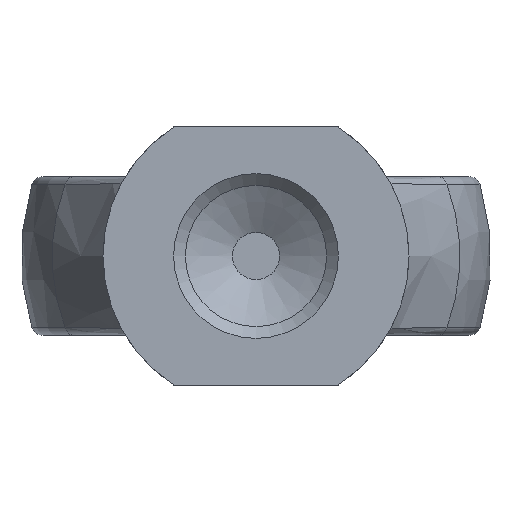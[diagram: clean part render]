
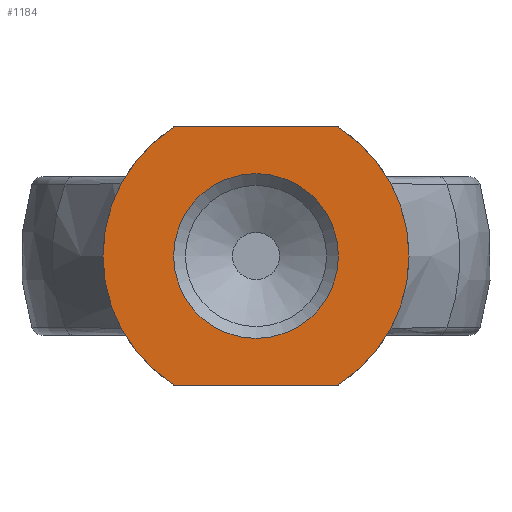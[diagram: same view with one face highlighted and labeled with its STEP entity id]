
A CAD part, front view. The second image highlights one B-rep face of the part: STEP entity #1184.
In plain terms, the highlighted planar face has unit normal (0, -1, 0).
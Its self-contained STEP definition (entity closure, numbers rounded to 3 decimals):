
#61 = EDGE_CURVE ( 'NONE', #91, #91, #732, .T. ) ;
#83 = CARTESIAN_POINT ( 'NONE',  ( 3.406, -30., 5.5 ) ) ;
#91 = VERTEX_POINT ( 'NONE', #1642 ) ;
#94 = EDGE_CURVE ( 'NONE', #2529, #1516, #255, .T. ) ;
#104 = DIRECTION ( 'NONE',  ( 0., 0., -1. ) ) ;
#135 = ORIENTED_EDGE ( 'NONE', *, *, #1038, .T. ) ;
#152 = FACE_OUTER_BOUND ( 'NONE', #473, .T. ) ;
#206 = AXIS2_PLACEMENT_3D ( 'NONE', #2519, #532, #1241 ) ;
#249 = DIRECTION ( 'NONE',  ( 0., 0., -1. ) ) ;
#255 = CIRCLE ( 'NONE', #1619, 0.2 ) ;
#276 = DIRECTION ( 'NONE',  ( 0., -1., 0. ) ) ;
#280 = CIRCLE ( 'NONE', #2425, 6.5 ) ;
#287 = VECTOR ( 'NONE', #682, 1000. ) ;
#296 = ORIENTED_EDGE ( 'NONE', *, *, #2128, .T. ) ;
#310 = EDGE_CURVE ( 'NONE', #2637, #1800, #2723, .T. ) ;
#328 = AXIS2_PLACEMENT_3D ( 'NONE', #2740, #276, #2095 ) ;
#382 = ORIENTED_EDGE ( 'NONE', *, *, #2083, .F. ) ;
#424 = CIRCLE ( 'NONE', #2377, 6.5 ) ;
#431 = LINE ( 'NONE', #2669, #287 ) ;
#473 = EDGE_LOOP ( 'NONE', ( #296, #1432, #382, #2569, #1934, #1475, #2242, #135 ) ) ;
#493 = CARTESIAN_POINT ( 'NONE',  ( 3.514, -30., -5.468 ) ) ;
#505 = DIRECTION ( 'NONE',  ( 0., 1., 0. ) ) ;
#517 = CARTESIAN_POINT ( 'NONE',  ( 3.406, -30., -5.5 ) ) ;
#521 = LINE ( 'NONE', #1409, #2655 ) ;
#532 = DIRECTION ( 'NONE',  ( 0., -1., 0. ) ) ;
#680 = ORIENTED_EDGE ( 'NONE', *, *, #61, .T. ) ;
#682 = DIRECTION ( 'NONE',  ( -1., 0., 0. ) ) ;
#732 = CIRCLE ( 'NONE', #2677, 3.5 ) ;
#778 = VERTEX_POINT ( 'NONE', #2542 ) ;
#874 = PLANE ( 'NONE',  #1692 ) ;
#984 = CARTESIAN_POINT ( 'NONE',  ( 3.514, -30., 5.468 ) ) ;
#1038 = EDGE_CURVE ( 'NONE', #1873, #1813, #1499, .T. ) ;
#1115 = CARTESIAN_POINT ( 'NONE',  ( 0., -30., 0. ) ) ;
#1129 = CARTESIAN_POINT ( 'NONE',  ( -3.514, -30., 5.468 ) ) ;
#1184 = ADVANCED_FACE ( 'NONE', ( #1986, #152 ), #874, .T. ) ;
#1241 = DIRECTION ( 'NONE',  ( 0., 0., -1. ) ) ;
#1243 = DIRECTION ( 'NONE',  ( 0., -1., 0. ) ) ;
#1409 = CARTESIAN_POINT ( 'NONE',  ( -10., -30., 5.5 ) ) ;
#1432 = ORIENTED_EDGE ( 'NONE', *, *, #2830, .T. ) ;
#1436 = CARTESIAN_POINT ( 'NONE',  ( 0., -30., 0. ) ) ;
#1475 = ORIENTED_EDGE ( 'NONE', *, *, #310, .T. ) ;
#1499 = CIRCLE ( 'NONE', #2111, 0.2 ) ;
#1516 = VERTEX_POINT ( 'NONE', #493 ) ;
#1524 = DIRECTION ( 'NONE',  ( 0., 0., -1. ) ) ;
#1595 = CIRCLE ( 'NONE', #328, 0.2 ) ;
#1619 = AXIS2_PLACEMENT_3D ( 'NONE', #2594, #2648, #2418 ) ;
#1642 = CARTESIAN_POINT ( 'NONE',  ( 0., -30., -3.5 ) ) ;
#1655 = DIRECTION ( 'NONE',  ( 0., -1., 0. ) ) ;
#1692 = AXIS2_PLACEMENT_3D ( 'NONE', #2491, #2679, #1786 ) ;
#1786 = DIRECTION ( 'NONE',  ( 0., 0., -1. ) ) ;
#1800 = VERTEX_POINT ( 'NONE', #83 ) ;
#1813 = VERTEX_POINT ( 'NONE', #1129 ) ;
#1873 = VERTEX_POINT ( 'NONE', #2467 ) ;
#1920 = VERTEX_POINT ( 'NONE', #2327 ) ;
#1930 = CARTESIAN_POINT ( 'NONE',  ( -3.406, -30., 5.3 ) ) ;
#1934 = ORIENTED_EDGE ( 'NONE', *, *, #2633, .T. ) ;
#1986 = FACE_BOUND ( 'NONE', #2438, .T. ) ;
#2083 = EDGE_CURVE ( 'NONE', #2529, #1920, #431, .T. ) ;
#2095 = DIRECTION ( 'NONE',  ( 0., 0., -1. ) ) ;
#2111 = AXIS2_PLACEMENT_3D ( 'NONE', #1930, #1655, #2534 ) ;
#2128 = EDGE_CURVE ( 'NONE', #1813, #778, #280, .T. ) ;
#2233 = EDGE_CURVE ( 'NONE', #1873, #1800, #521, .T. ) ;
#2242 = ORIENTED_EDGE ( 'NONE', *, *, #2233, .F. ) ;
#2282 = DIRECTION ( 'NONE',  ( 0., -1., 0. ) ) ;
#2301 = DIRECTION ( 'NONE',  ( 1., 0., 0. ) ) ;
#2327 = CARTESIAN_POINT ( 'NONE',  ( -3.406, -30., -5.5 ) ) ;
#2377 = AXIS2_PLACEMENT_3D ( 'NONE', #1436, #1243, #104 ) ;
#2418 = DIRECTION ( 'NONE',  ( 0., 0., -1. ) ) ;
#2425 = AXIS2_PLACEMENT_3D ( 'NONE', #2525, #2282, #249 ) ;
#2438 = EDGE_LOOP ( 'NONE', ( #680 ) ) ;
#2467 = CARTESIAN_POINT ( 'NONE',  ( -3.406, -30., 5.5 ) ) ;
#2491 = CARTESIAN_POINT ( 'NONE',  ( 0., -30., 0. ) ) ;
#2519 = CARTESIAN_POINT ( 'NONE',  ( 3.406, -30., 5.3 ) ) ;
#2525 = CARTESIAN_POINT ( 'NONE',  ( 0., -30., 0. ) ) ;
#2529 = VERTEX_POINT ( 'NONE', #517 ) ;
#2534 = DIRECTION ( 'NONE',  ( 0., 0., -1. ) ) ;
#2542 = CARTESIAN_POINT ( 'NONE',  ( -3.514, -30., -5.468 ) ) ;
#2569 = ORIENTED_EDGE ( 'NONE', *, *, #94, .T. ) ;
#2594 = CARTESIAN_POINT ( 'NONE',  ( 3.406, -30., -5.3 ) ) ;
#2633 = EDGE_CURVE ( 'NONE', #1516, #2637, #424, .T. ) ;
#2637 = VERTEX_POINT ( 'NONE', #984 ) ;
#2648 = DIRECTION ( 'NONE',  ( 0., -1., 0. ) ) ;
#2655 = VECTOR ( 'NONE', #2301, 1000. ) ;
#2669 = CARTESIAN_POINT ( 'NONE',  ( -10., -30., -5.5 ) ) ;
#2677 = AXIS2_PLACEMENT_3D ( 'NONE', #1115, #505, #1524 ) ;
#2679 = DIRECTION ( 'NONE',  ( 0., -1., 0. ) ) ;
#2723 = CIRCLE ( 'NONE', #206, 0.2 ) ;
#2740 = CARTESIAN_POINT ( 'NONE',  ( -3.406, -30., -5.3 ) ) ;
#2830 = EDGE_CURVE ( 'NONE', #778, #1920, #1595, .T. ) ;
